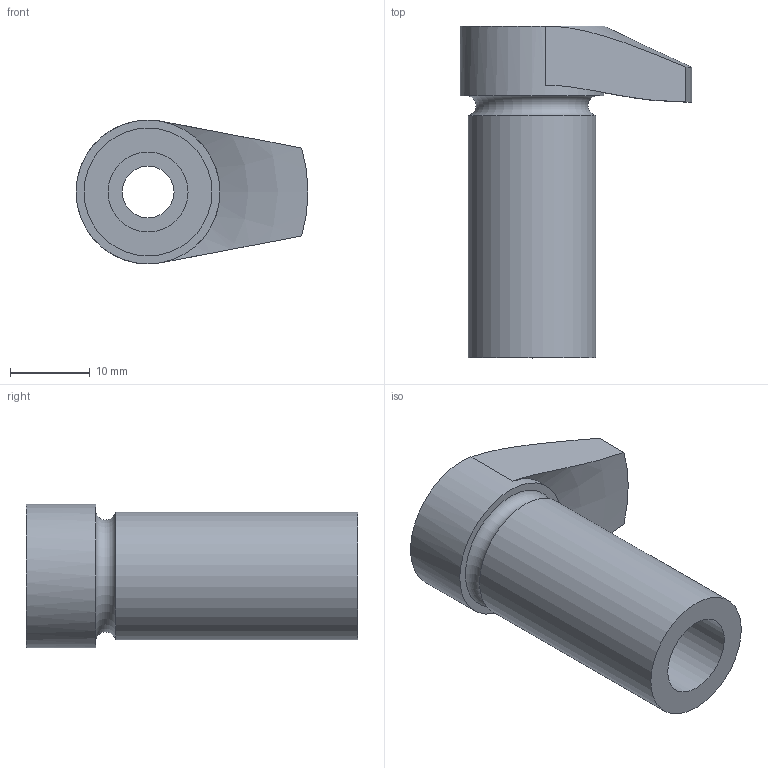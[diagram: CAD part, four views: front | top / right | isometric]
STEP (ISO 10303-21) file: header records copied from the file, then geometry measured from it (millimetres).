
FILE_DESCRIPTION( ( 'STEP AP214' ), '1' );
FILE_NAME( 'K0012.106__B_.stp', '2020-11-24T14:39:49', ( '' ), ( '' ), ' ', 'PARTsolutions', ' ' );
FILE_SCHEMA( ( 'AUTOMOTIVE_DESIGN { 1 0 10303 214 1 1 1 1 }' ) );
Length unit declared in the file: millimetre
Products named in the file (1): _K0012.106 (B)
Bounding box: 29 x 41.5 x 18 mm (x, y, z)
Volume: 7460.1 mm3; surface area: 4124.1 mm2
Topology: 1 solids, 1 shells, 14 faces, 27 edges, 17 vertices
Faces by surface type: plane 6, cylinder 5, bspline 1, cone 1, torus 1
Full cylindrical faces by diameter (mm): 6.5 x1, 10 x1, 16 x1, 18 x1
Entity records: 501 total; most frequent: CARTESIAN_POINT 107, DIRECTION 58, ORIENTED_EDGE 42, AXIS2_PLACEMENT_3D 27, EDGE_LOOP 23, EDGE_CURVE 21, FACE_OUTER_BOUND 19, VERTEX_POINT 16
